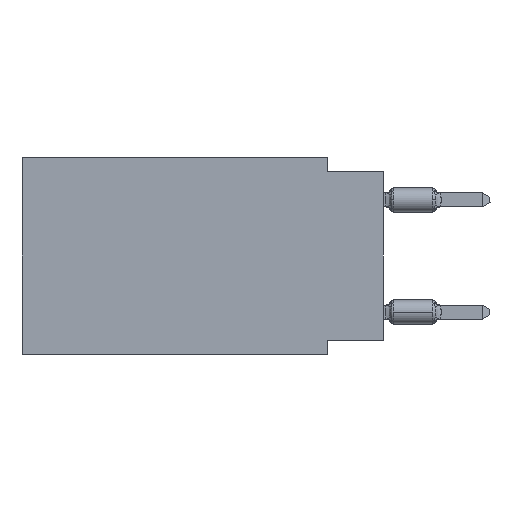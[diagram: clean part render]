
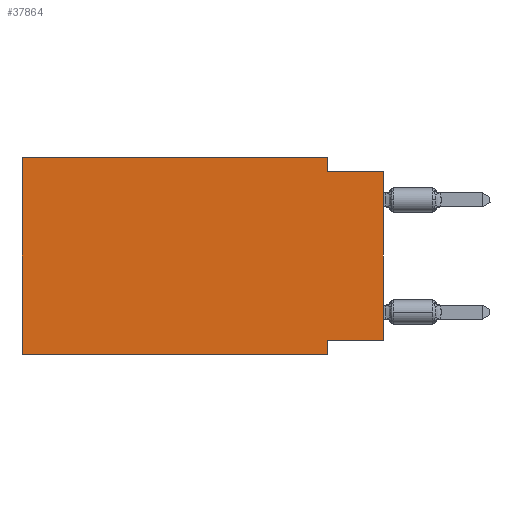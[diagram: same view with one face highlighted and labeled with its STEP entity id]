
A CAD part, left-side view. The second image highlights one B-rep face of the part: STEP entity #37864.
In plain terms, the highlighted planar face has unit normal (-1, 0, 0).
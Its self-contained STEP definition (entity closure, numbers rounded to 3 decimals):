
#1323 = EDGE_CURVE ( 'NONE', #9618, #40933, #39745, .T. ) ;
#1387 = PLANE ( 'NONE',  #37003 ) ;
#1937 = ORIENTED_EDGE ( 'NONE', *, *, #53416, .F. ) ;
#3945 = DIRECTION ( 'NONE',  ( 0., 0., 1. ) ) ;
#4516 = ORIENTED_EDGE ( 'NONE', *, *, #68824, .F. ) ;
#4756 = EDGE_CURVE ( 'NONE', #31744, #61939, #43435, .T. ) ;
#6485 = CARTESIAN_POINT ( 'NONE',  ( 0., 16.383, -8.89 ) ) ;
#6966 = CARTESIAN_POINT ( 'NONE',  ( 0., 2.54, 0. ) ) ;
#8460 = EDGE_CURVE ( 'NONE', #24501, #18949, #10201, .T. ) ;
#9618 = VERTEX_POINT ( 'NONE', #50869 ) ;
#9903 = LINE ( 'NONE', #14757, #27022 ) ;
#10201 = LINE ( 'NONE', #32803, #12011 ) ;
#10867 = DIRECTION ( 'NONE',  ( 0., 0., -1. ) ) ;
#11856 = EDGE_LOOP ( 'NONE', ( #20961, #4516, #24089, #56785, #63880, #17925, #1937, #54480 ) ) ;
#12011 = VECTOR ( 'NONE', #21679, 1000. ) ;
#14757 = CARTESIAN_POINT ( 'NONE',  ( 0., 0., -0.635 ) ) ;
#15051 = CARTESIAN_POINT ( 'NONE',  ( 0., 2.54, 0. ) ) ;
#16043 = VERTEX_POINT ( 'NONE', #66157 ) ;
#17431 = EDGE_CURVE ( 'NONE', #40933, #16043, #37314, .T. ) ;
#17487 = CARTESIAN_POINT ( 'NONE',  ( 0., 2.54, -8.89 ) ) ;
#17925 = ORIENTED_EDGE ( 'NONE', *, *, #8460, .T. ) ;
#18949 = VERTEX_POINT ( 'NONE', #35502 ) ;
#20961 = ORIENTED_EDGE ( 'NONE', *, *, #53204, .T. ) ;
#21679 = DIRECTION ( 'NONE',  ( 0., -1., 0. ) ) ;
#24089 = ORIENTED_EDGE ( 'NONE', *, *, #17431, .F. ) ;
#24501 = VERTEX_POINT ( 'NONE', #6485 ) ;
#24918 = LINE ( 'NONE', #45482, #37772 ) ;
#27022 = VECTOR ( 'NONE', #52389, 1000. ) ;
#28604 = LINE ( 'NONE', #17487, #43041 ) ;
#30392 = LINE ( 'NONE', #51664, #53056 ) ;
#31744 = VERTEX_POINT ( 'NONE', #57436 ) ;
#32803 = CARTESIAN_POINT ( 'NONE',  ( 0., 16.383, -8.89 ) ) ;
#33209 = CARTESIAN_POINT ( 'NONE',  ( 0., 2.54, -8.255 ) ) ;
#34837 = DIRECTION ( 'NONE',  ( 0., -1., 0. ) ) ;
#35502 = CARTESIAN_POINT ( 'NONE',  ( 0., 2.54, -8.89 ) ) ;
#37003 = AXIS2_PLACEMENT_3D ( 'NONE', #49447, #38996, #49106 ) ;
#37314 = LINE ( 'NONE', #15051, #49979 ) ;
#37512 = DIRECTION ( 'NONE',  ( 0., 1., 0. ) ) ;
#37772 = VECTOR ( 'NONE', #56954, 1000. ) ;
#37864 = ADVANCED_FACE ( 'NONE', ( #44222 ), #1387, .F. ) ;
#38996 = DIRECTION ( 'NONE',  ( 1., 0., 0. ) ) ;
#39415 = DIRECTION ( 'NONE',  ( 0., 0., -1. ) ) ;
#39745 = LINE ( 'NONE', #61020, #50269 ) ;
#40933 = VERTEX_POINT ( 'NONE', #6966 ) ;
#42790 = EDGE_CURVE ( 'NONE', #24501, #9618, #24918, .T. ) ;
#43041 = VECTOR ( 'NONE', #39415, 1000. ) ;
#43435 = LINE ( 'NONE', #43767, #45178 ) ;
#43534 = CARTESIAN_POINT ( 'NONE',  ( 0., 0., -0.635 ) ) ;
#43767 = CARTESIAN_POINT ( 'NONE',  ( 0., 0., -8.255 ) ) ;
#44222 = FACE_OUTER_BOUND ( 'NONE', #11856, .T. ) ;
#45178 = VECTOR ( 'NONE', #37512, 1000. ) ;
#45482 = CARTESIAN_POINT ( 'NONE',  ( 0., 16.383, 0. ) ) ;
#49106 = DIRECTION ( 'NONE',  ( 0., 0., -1. ) ) ;
#49447 = CARTESIAN_POINT ( 'NONE',  ( 0., 16.383, 0. ) ) ;
#49979 = VECTOR ( 'NONE', #10867, 1000. ) ;
#50269 = VECTOR ( 'NONE', #34837, 1000. ) ;
#50869 = CARTESIAN_POINT ( 'NONE',  ( 0., 16.383, 0. ) ) ;
#51664 = CARTESIAN_POINT ( 'NONE',  ( 0., 0., 0. ) ) ;
#52389 = DIRECTION ( 'NONE',  ( 0., -1., 0. ) ) ;
#53056 = VECTOR ( 'NONE', #3945, 1000. ) ;
#53204 = EDGE_CURVE ( 'NONE', #31744, #53864, #30392, .T. ) ;
#53416 = EDGE_CURVE ( 'NONE', #61939, #18949, #28604, .T. ) ;
#53864 = VERTEX_POINT ( 'NONE', #43534 ) ;
#54480 = ORIENTED_EDGE ( 'NONE', *, *, #4756, .F. ) ;
#56785 = ORIENTED_EDGE ( 'NONE', *, *, #1323, .F. ) ;
#56954 = DIRECTION ( 'NONE',  ( 0., 0., 1. ) ) ;
#57436 = CARTESIAN_POINT ( 'NONE',  ( 0., 0., -8.255 ) ) ;
#61020 = CARTESIAN_POINT ( 'NONE',  ( 0., 16.383, 0. ) ) ;
#61939 = VERTEX_POINT ( 'NONE', #33209 ) ;
#63880 = ORIENTED_EDGE ( 'NONE', *, *, #42790, .F. ) ;
#66157 = CARTESIAN_POINT ( 'NONE',  ( 0., 2.54, -0.635 ) ) ;
#68824 = EDGE_CURVE ( 'NONE', #16043, #53864, #9903, .T. ) ;
